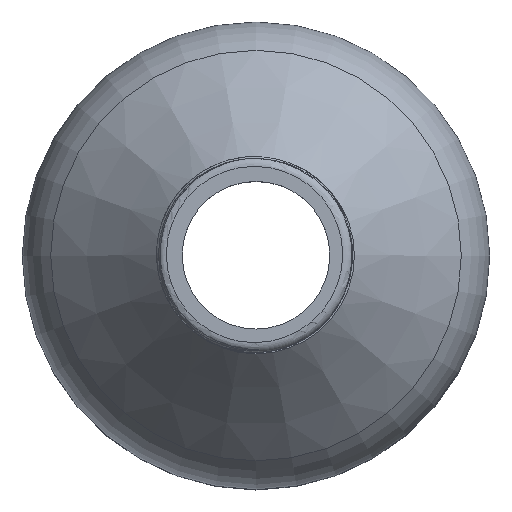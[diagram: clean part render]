
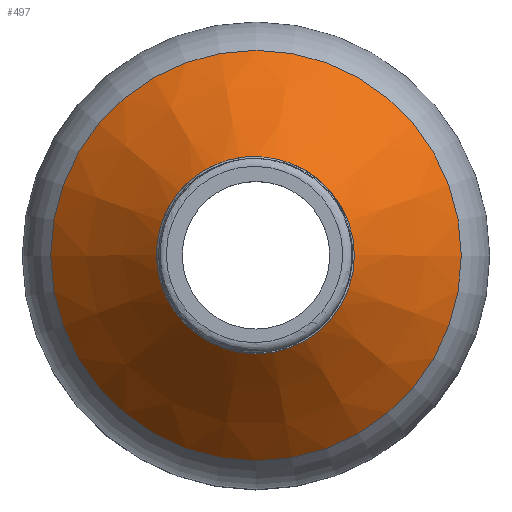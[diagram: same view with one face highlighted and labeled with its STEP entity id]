
A CAD part, top view. The second image highlights one B-rep face of the part: STEP entity #497.
In plain terms, the highlighted conical face has half-angle 42.51 degrees and reference radius 47.5 mm.
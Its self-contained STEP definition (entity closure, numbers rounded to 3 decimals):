
#30=CONICAL_SURFACE('',#552,47.5,0.742);
#46=FACE_OUTER_BOUND('',#78,.T.);
#78=EDGE_LOOP('',(#357,#358,#359,#360));
#111=CIRCLE('',#549,41.717);
#114=CIRCLE('',#553,20.);
#177=LINE('',#1054,#189);
#189=VECTOR('',#634,47.5);
#221=VERTEX_POINT('',#1046);
#223=VERTEX_POINT('',#1052);
#274=EDGE_CURVE('',#221,#221,#111,.T.);
#277=EDGE_CURVE('',#223,#223,#114,.T.);
#278=EDGE_CURVE('',#223,#221,#177,.T.);
#357=ORIENTED_EDGE('',*,*,#277,.T.);
#358=ORIENTED_EDGE('',*,*,#278,.T.);
#359=ORIENTED_EDGE('',*,*,#274,.F.);
#360=ORIENTED_EDGE('',*,*,#278,.F.);
#497=ADVANCED_FACE('',(#46),#30,.T.);
#549=AXIS2_PLACEMENT_3D('',#1047,#624,#625);
#552=AXIS2_PLACEMENT_3D('',#1051,#630,#631);
#553=AXIS2_PLACEMENT_3D('',#1053,#632,#633);
#624=DIRECTION('center_axis',(0.,0.,-1.));
#625=DIRECTION('ref_axis',(1.,0.,0.));
#630=DIRECTION('center_axis',(0.,0.,-1.));
#631=DIRECTION('ref_axis',(1.,0.,0.));
#632=DIRECTION('center_axis',(0.,0.,-1.));
#633=DIRECTION('ref_axis',(1.,0.,0.));
#634=DIRECTION('',(-0.676,0.,-0.737));
#1046=CARTESIAN_POINT('',(-41.717,0.,76.308));
#1047=CARTESIAN_POINT('Origin',(0.,0.,76.308));
#1051=CARTESIAN_POINT('Origin',(0.,0.,70.));
#1052=CARTESIAN_POINT('',(-20.,0.,100.));
#1053=CARTESIAN_POINT('Origin',(0.,0.,100.));
#1054=CARTESIAN_POINT('',(-47.5,0.,70.));
